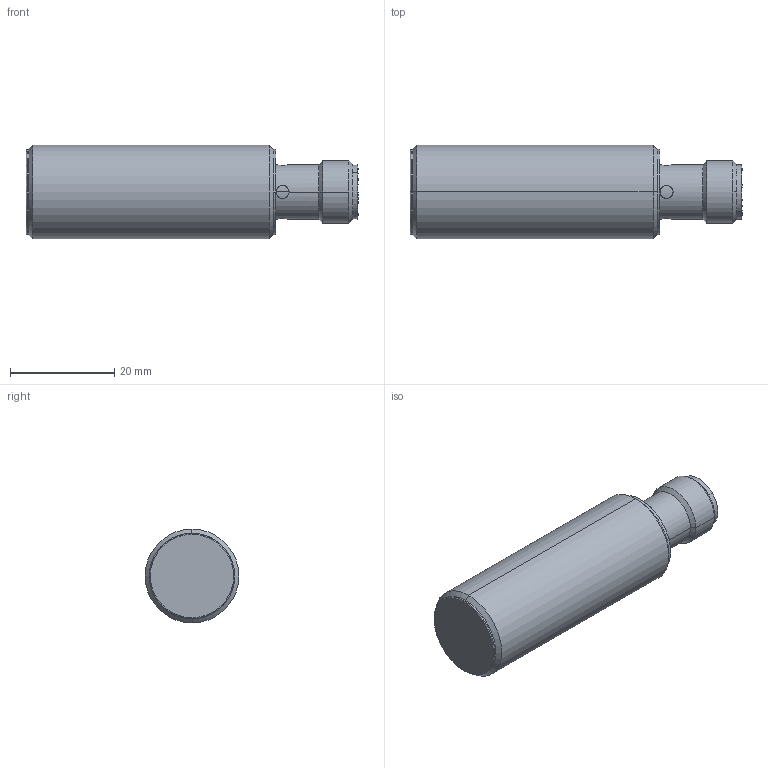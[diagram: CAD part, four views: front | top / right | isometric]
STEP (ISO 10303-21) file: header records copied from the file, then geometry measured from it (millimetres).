
FILE_DESCRIPTION (( 'STEP AP214' ), '1' );
FILE_NAME ('AK1-AN-1HP.step', '2018-04-12T19:09:20', ( '' ), ( '' ), 'SwSTEP 2.0', 'SolidWorks 2017', '' );
FILE_SCHEMA (( 'AUTOMOTIVE_DESIGN' ));
Length unit declared in the file: inch
Products named in the file (1): AK1-AN-1HP
Bounding box: 63.8 x 18 x 18 mm (x, y, z)
Volume: 13129.7 mm3; surface area: 5749.8 mm2
Topology: 4 solids, 4 shells, 118 faces, 294 edges, 186 vertices
Faces by surface type: cylinder 64, plane 24, cone 18, bspline 12
Entity records: 5644 total; most frequent: CARTESIAN_POINT 1228, DIRECTION 619, ORIENTED_EDGE 572, EDGE_CURVE 286, AXIS2_PLACEMENT_3D 253, VERTEX_POINT 186, CIRCLE 146, EDGE_LOOP 128
